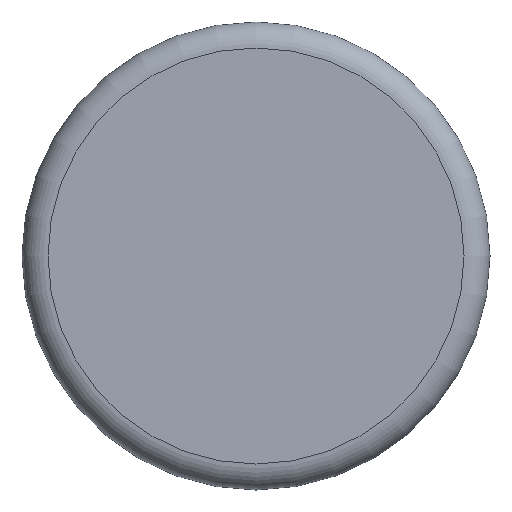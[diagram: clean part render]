
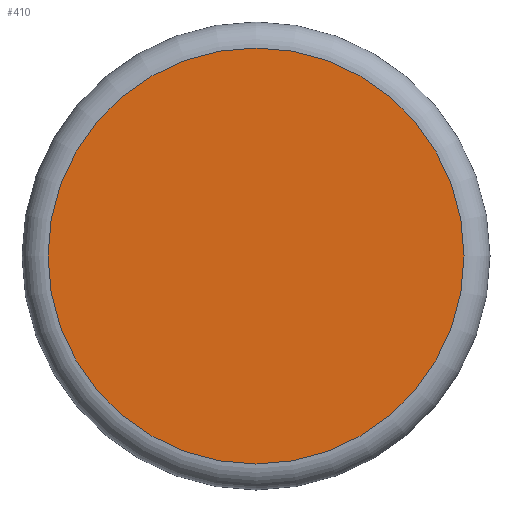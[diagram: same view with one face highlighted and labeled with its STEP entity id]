
A CAD part, front view. The second image highlights one B-rep face of the part: STEP entity #410.
In plain terms, the highlighted planar face has unit normal (0, -1, 0).
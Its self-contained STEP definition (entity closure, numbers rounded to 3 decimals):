
#26=PLANE('',#469);
#49=FACE_OUTER_BOUND('',#73,.T.);
#73=EDGE_LOOP('',(#347));
#169=CIRCLE('',#465,10.);
#208=VERTEX_POINT('',#705);
#259=EDGE_CURVE('',#208,#208,#169,.T.);
#347=ORIENTED_EDGE('',*,*,#259,.F.);
#410=ADVANCED_FACE('',(#49),#26,.F.);
#465=AXIS2_PLACEMENT_3D('',#707,#577,#578);
#469=AXIS2_PLACEMENT_3D('',#713,#586,#587);
#577=DIRECTION('center_axis',(0.,1.,0.));
#578=DIRECTION('ref_axis',(1.,0.,0.));
#586=DIRECTION('center_axis',(0.,1.,0.));
#587=DIRECTION('ref_axis',(1.,0.,0.));
#705=CARTESIAN_POINT('',(0.,0.,-10.));
#707=CARTESIAN_POINT('Origin',(0.,0.,0.));
#713=CARTESIAN_POINT('Origin',(0.,0.,0.));
